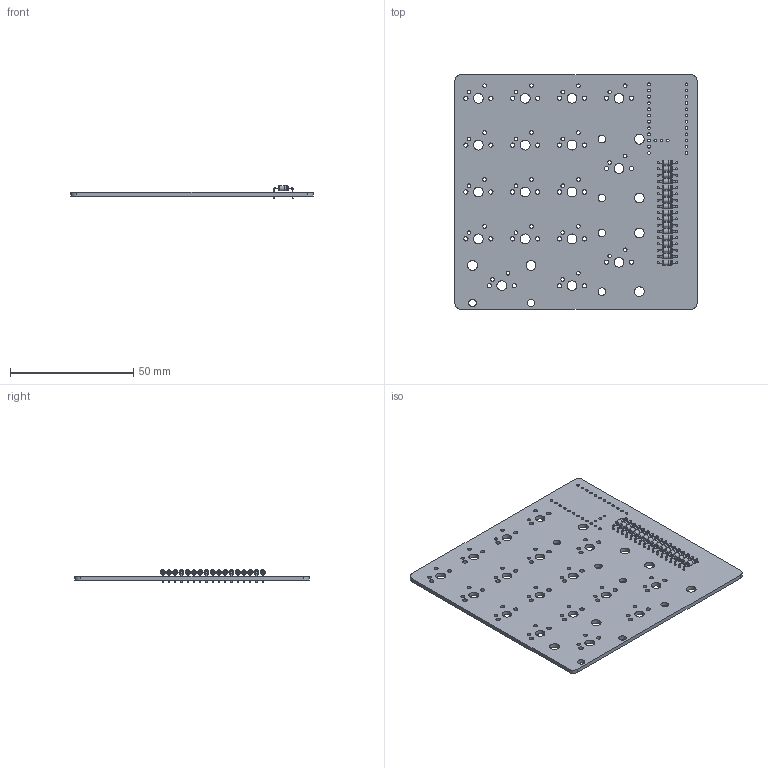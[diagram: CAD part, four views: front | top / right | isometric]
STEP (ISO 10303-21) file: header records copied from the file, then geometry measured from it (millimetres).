
FILE_DESCRIPTION(('KiCad electronic assembly'),'2;1');
FILE_NAME('Rev 1.step','2023-05-01T10:59:36',('An Author'),('A Company') ,'Open CASCADE STEP processor 6.9','KiCad to STEP converter','Unknown' );
FILE_SCHEMA(('AUTOMOTIVE_DESIGN { 1 0 10303 214 1 1 1 1 }'));
Length unit declared in the file: millimetre
Products named in the file (4): Open CASCADE STEP translator 6.9 1; D_DO-35_SOD27_P7.62mm_Horizontal; COMPOUND
Assembly tree (19 placements, depth 3):
  Open CASCADE STEP translator 6.9 1
    D_DO-35_SOD27_P7.62mm_Horizontal  x17
      COMPOUND
    COMPOUND
Bounding box: 98.42 x 95.25 x 5.01 mm (x, y, z)
Volume: 14430.2 mm3; surface area: 20626.3 mm2
Topology: 35 solids, 35 shells, 440 faces, 906 edges, 570 vertices
Faces by surface type: cylinder 264, plane 108, torus 68
Full cylindrical faces by diameter (mm): 0.5 x51, 0.8 x34, 1.092 x27, 1.47 x34, 1.75 x34, 2 x34, 2.02 x17, 3.048 x6, 3.988 x23
Entity records: 14015 total; most frequent: DIRECTION 2310, CARTESIAN_POINT 2224, ORIENTED_EDGE 1044, PCURVE 1044, DEFINITIONAL_REPRESENTATION 1044, LINE 888, VECTOR 888, CIRCLE 672
